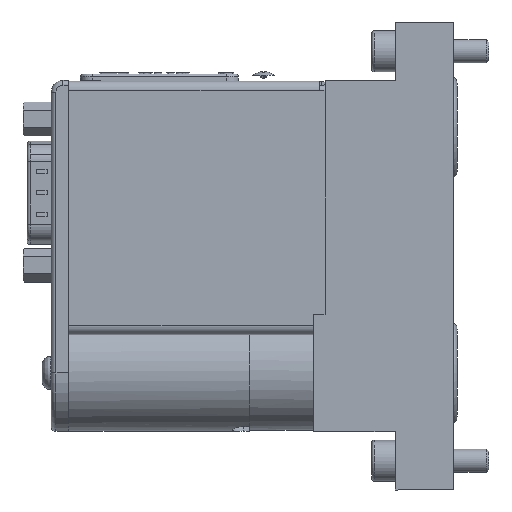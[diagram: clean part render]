
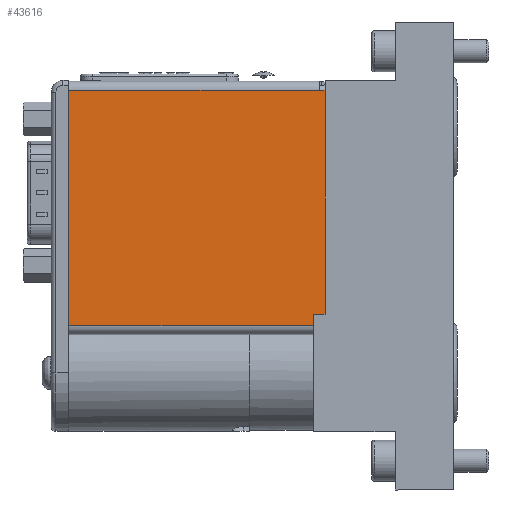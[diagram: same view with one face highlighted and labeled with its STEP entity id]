
A CAD part, left-side view. The second image highlights one B-rep face of the part: STEP entity #43616.
In plain terms, the highlighted planar face has unit normal (-1, 0, 0).
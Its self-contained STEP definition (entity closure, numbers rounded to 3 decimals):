
#4499=FACE_OUTER_BOUND('',#6716,.T.);
#6716=EDGE_LOOP('',(#29467,#29468,#29469,#29470,#29471,#29472,#29473));
#9102=LINE('',#58673,#13558);
#9106=LINE('',#58683,#13562);
#9107=LINE('',#58685,#13563);
#9108=LINE('',#58687,#13564);
#9109=LINE('',#58689,#13565);
#9110=LINE('',#58691,#13566);
#9111=LINE('',#58692,#13567);
#13558=VECTOR('',#48663,10.);
#13562=VECTOR('',#48673,10.);
#13563=VECTOR('',#48674,10.);
#13564=VECTOR('',#48675,10.);
#13565=VECTOR('',#48676,10.);
#13566=VECTOR('',#48677,10.);
#13567=VECTOR('',#48678,10.);
#18015=VERTEX_POINT('',#58670);
#18016=VERTEX_POINT('',#58672);
#18019=VERTEX_POINT('',#58682);
#18020=VERTEX_POINT('',#58684);
#18021=VERTEX_POINT('',#58686);
#18022=VERTEX_POINT('',#58688);
#18023=VERTEX_POINT('',#58690);
#22857=EDGE_CURVE('',#18016,#18015,#9102,.T.);
#22862=EDGE_CURVE('',#18019,#18015,#9106,.T.);
#22863=EDGE_CURVE('',#18020,#18019,#9107,.T.);
#22864=EDGE_CURVE('',#18021,#18020,#9108,.T.);
#22865=EDGE_CURVE('',#18022,#18021,#9109,.T.);
#22866=EDGE_CURVE('',#18022,#18023,#9110,.T.);
#22867=EDGE_CURVE('',#18016,#18023,#9111,.T.);
#29467=ORIENTED_EDGE('',*,*,#22862,.F.);
#29468=ORIENTED_EDGE('',*,*,#22863,.F.);
#29469=ORIENTED_EDGE('',*,*,#22864,.F.);
#29470=ORIENTED_EDGE('',*,*,#22865,.F.);
#29471=ORIENTED_EDGE('',*,*,#22866,.T.);
#29472=ORIENTED_EDGE('',*,*,#22867,.F.);
#29473=ORIENTED_EDGE('',*,*,#22857,.T.);
#41062=PLANE('',#45870);
#43616=ADVANCED_FACE('',(#4499),#41062,.T.);
#45870=AXIS2_PLACEMENT_3D('',#58681,#48671,#48672);
#48663=DIRECTION('',(0.,-1.,0.));
#48671=DIRECTION('center_axis',(-1.,0.,0.));
#48672=DIRECTION('ref_axis',(0.,-1.,0.));
#48673=DIRECTION('',(0.,0.,-1.));
#48674=DIRECTION('',(0.,1.,0.));
#48675=DIRECTION('',(0.,0.,-1.));
#48676=DIRECTION('',(0.,-1.,0.));
#48677=DIRECTION('',(0.,1.,0.));
#48678=DIRECTION('',(0.,0.,1.));
#58670=CARTESIAN_POINT('',(-18.027,10.49,-11.892));
#58672=CARTESIAN_POINT('',(-18.027,52.29,-11.892));
#58673=CARTESIAN_POINT('',(-18.027,41.459,-11.892));
#58681=CARTESIAN_POINT('Origin',(-18.027,30.827,8.305));
#58682=CARTESIAN_POINT('',(-18.027,10.49,-10.));
#58683=CARTESIAN_POINT('',(-18.027,10.49,-10.848));
#58684=CARTESIAN_POINT('',(-18.027,8.49,-10.));
#58685=CARTESIAN_POINT('',(-18.027,20.659,-10.));
#58686=CARTESIAN_POINT('',(-18.027,8.49,28.3));
#58687=CARTESIAN_POINT('',(-18.027,8.49,-0.848));
#58688=CARTESIAN_POINT('',(-18.027,9.49,28.3));
#58689=CARTESIAN_POINT('',(-18.027,9.565,28.3));
#58690=CARTESIAN_POINT('',(-18.027,52.29,28.3));
#58691=CARTESIAN_POINT('',(-18.027,30.827,28.3));
#58692=CARTESIAN_POINT('',(-18.027,52.29,4.152));
